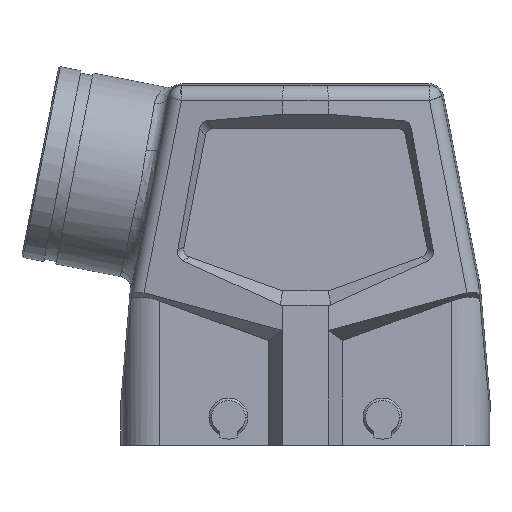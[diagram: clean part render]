
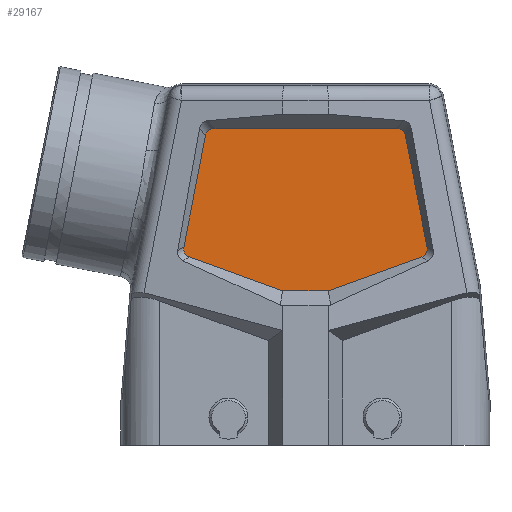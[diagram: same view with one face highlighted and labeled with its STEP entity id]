
A CAD part, left-side view. The second image highlights one B-rep face of the part: STEP entity #29167.
In plain terms, the highlighted planar face has unit normal (-1, 0, 0).
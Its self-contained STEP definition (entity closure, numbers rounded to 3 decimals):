
#3144=AXIS2_PLACEMENT_3D('Plane Axis2P3D',#3141,#3142,#3143) ;
#3141=CARTESIAN_POINT('Axis2P3D Location',(6.,91.778,-15.031)) ;
#7577=CARTESIAN_POINT('Vertex',(6.,18.66,63.5)) ;
#7581=CARTESIAN_POINT('Control Point',(6.,18.66,63.5)) ;
#7582=CARTESIAN_POINT('Control Point',(6.,18.034,63.5)) ;
#7583=CARTESIAN_POINT('Control Point',(6.,17.448,63.241)) ;
#7584=CARTESIAN_POINT('Control Point',(6.,17.079,62.712)) ;
#7585=CARTESIAN_POINT('Control Point',(6.,16.96,62.098)) ;
#7586=CARTESIAN_POINT('Vertex',(6.,16.96,62.098)) ;
#7607=CARTESIAN_POINT('Control Point',(6.,13.721,37.779)) ;
#7608=CARTESIAN_POINT('Control Point',(6.,13.204,37.967)) ;
#7609=CARTESIAN_POINT('Control Point',(5.999,12.785,38.328)) ;
#7610=CARTESIAN_POINT('Control Point',(6.,12.577,38.837)) ;
#7611=CARTESIAN_POINT('Control Point',(6.,12.577,39.368)) ;
#7612=CARTESIAN_POINT('Vertex',(6.,13.721,37.779)) ;
#7614=CARTESIAN_POINT('Vertex',(6.,12.577,39.368)) ;
#7626=CARTESIAN_POINT('Vertex',(6.,12.613,39.737)) ;
#7630=CARTESIAN_POINT('Control Point',(6.,12.577,39.368)) ;
#7631=CARTESIAN_POINT('Control Point',(6.,12.577,39.491)) ;
#7632=CARTESIAN_POINT('Control Point',(6.,12.589,39.614)) ;
#7633=CARTESIAN_POINT('Control Point',(6.,12.613,39.737)) ;
#9654=CARTESIAN_POINT('Vertex',(6.,57.04,62.098)) ;
#9658=CARTESIAN_POINT('Control Point',(6.,57.04,62.098)) ;
#9659=CARTESIAN_POINT('Control Point',(6.,56.921,62.712)) ;
#9660=CARTESIAN_POINT('Control Point',(6.,56.555,63.239)) ;
#9661=CARTESIAN_POINT('Control Point',(6.,55.966,63.5)) ;
#9662=CARTESIAN_POINT('Control Point',(6.,55.34,63.5)) ;
#9663=CARTESIAN_POINT('Vertex',(6.,55.34,63.5)) ;
#27684=CARTESIAN_POINT('Vertex',(6.,60.279,37.779)) ;
#27688=CARTESIAN_POINT('Control Point',(6.,61.423,39.368)) ;
#27689=CARTESIAN_POINT('Control Point',(6.,61.423,38.837)) ;
#27690=CARTESIAN_POINT('Control Point',(5.999,61.217,38.33)) ;
#27691=CARTESIAN_POINT('Control Point',(6.,60.797,37.967)) ;
#27692=CARTESIAN_POINT('Control Point',(6.,60.279,37.779)) ;
#27693=CARTESIAN_POINT('Vertex',(6.,61.423,39.368)) ;
#27697=CARTESIAN_POINT('Control Point',(6.,61.387,39.737)) ;
#27698=CARTESIAN_POINT('Control Point',(6.,61.411,39.614)) ;
#27699=CARTESIAN_POINT('Control Point',(6.,61.423,39.491)) ;
#27700=CARTESIAN_POINT('Control Point',(6.,61.423,39.368)) ;
#27701=CARTESIAN_POINT('Vertex',(6.,61.387,39.737)) ;
#28070=CARTESIAN_POINT('Vertex',(6.,41.563,30.967)) ;
#28073=CARTESIAN_POINT('Line Origine',(6.,50.921,34.373)) ;
#28090=CARTESIAN_POINT('Line Origine',(6.,59.214,50.918)) ;
#29131=CARTESIAN_POINT('Line Origine',(6.,37.,63.5)) ;
#29136=CARTESIAN_POINT('Line Origine',(6.,37.,30.967)) ;
#29140=CARTESIAN_POINT('Vertex',(6.,32.437,30.967)) ;
#29143=CARTESIAN_POINT('Line Origine',(6.,23.079,34.373)) ;
#29148=CARTESIAN_POINT('Line Origine',(6.,14.786,50.918)) ;
#3142=DIRECTION('Axis2P3D Direction',(1.,0.,0.)) ;
#3143=DIRECTION('Axis2P3D XDirection',(0.,-1.,0.)) ;
#28074=DIRECTION('Vector Direction',(0.,0.94,0.342)) ;
#28091=DIRECTION('Vector Direction',(0.,-0.191,0.982)) ;
#29132=DIRECTION('Vector Direction',(0.,-1.,0.)) ;
#29137=DIRECTION('Vector Direction',(0.,1.,0.)) ;
#29144=DIRECTION('Vector Direction',(0.,0.94,-0.342)) ;
#29149=DIRECTION('Vector Direction',(0.,-0.191,-0.982)) ;
#28075=VECTOR('Line Direction',#28074,1.) ;
#28092=VECTOR('Line Direction',#28091,1.) ;
#29133=VECTOR('Line Direction',#29132,1.) ;
#29138=VECTOR('Line Direction',#29137,1.) ;
#29145=VECTOR('Line Direction',#29144,1.) ;
#29150=VECTOR('Line Direction',#29149,1.) ;
#29154=ORIENTED_EDGE('',*,*,#7588,.F.) ;
#29155=ORIENTED_EDGE('',*,*,#29135,.F.) ;
#29156=ORIENTED_EDGE('',*,*,#9665,.F.) ;
#29157=ORIENTED_EDGE('',*,*,#28094,.F.) ;
#29158=ORIENTED_EDGE('',*,*,#27703,.T.) ;
#29159=ORIENTED_EDGE('',*,*,#27695,.T.) ;
#29160=ORIENTED_EDGE('',*,*,#28077,.F.) ;
#29161=ORIENTED_EDGE('',*,*,#29142,.F.) ;
#29162=ORIENTED_EDGE('',*,*,#29147,.F.) ;
#29163=ORIENTED_EDGE('',*,*,#7616,.T.) ;
#29164=ORIENTED_EDGE('',*,*,#7634,.T.) ;
#29165=ORIENTED_EDGE('',*,*,#29152,.F.) ;
#29167=ADVANCED_FACE('Hauptkoerper',(#29166),#3145,.F.) ;
#7580=B_SPLINE_CURVE_WITH_KNOTS('',4,(#7581,#7582,#7583,#7584,#7585),.UNSPECIFIED.,.F.,.U.,(5,5),(0.,3.538),.UNSPECIFIED.) ;
#7606=B_SPLINE_CURVE_WITH_KNOTS('',4,(#7607,#7608,#7609,#7610,#7611),.UNSPECIFIED.,.F.,.U.,(5,5),(0.,3.057),.UNSPECIFIED.) ;
#7629=B_SPLINE_CURVE_WITH_KNOTS('',3,(#7630,#7631,#7632,#7633),.UNSPECIFIED.,.F.,.U.,(4,4),(0.,0.525),.UNSPECIFIED.) ;
#9657=B_SPLINE_CURVE_WITH_KNOTS('',4,(#9658,#9659,#9660,#9661,#9662),.UNSPECIFIED.,.F.,.U.,(5,5),(0.,3.538),.UNSPECIFIED.) ;
#27687=B_SPLINE_CURVE_WITH_KNOTS('',4,(#27688,#27689,#27690,#27691,#27692),.UNSPECIFIED.,.F.,.U.,(5,5),(0.,3.057),.UNSPECIFIED.) ;
#27696=B_SPLINE_CURVE_WITH_KNOTS('',3,(#27697,#27698,#27699,#27700),.UNSPECIFIED.,.F.,.U.,(4,4),(0.,0.525),.UNSPECIFIED.) ;
#7588=EDGE_CURVE('',#7578,#7587,#7580,.T.) ;
#7616=EDGE_CURVE('',#7613,#7615,#7606,.T.) ;
#7634=EDGE_CURVE('',#7615,#7627,#7629,.T.) ;
#9665=EDGE_CURVE('',#9655,#9664,#9657,.T.) ;
#27695=EDGE_CURVE('',#27694,#27685,#27687,.T.) ;
#27703=EDGE_CURVE('',#27702,#27694,#27696,.T.) ;
#28077=EDGE_CURVE('',#28071,#27685,#28076,.T.) ;
#28094=EDGE_CURVE('',#27702,#9655,#28093,.T.) ;
#29135=EDGE_CURVE('',#9664,#7578,#29134,.T.) ;
#29142=EDGE_CURVE('',#29141,#28071,#29139,.T.) ;
#29147=EDGE_CURVE('',#7613,#29141,#29146,.T.) ;
#29152=EDGE_CURVE('',#7587,#7627,#29151,.T.) ;
#29153=EDGE_LOOP('',(#29154,#29155,#29156,#29157,#29158,#29159,#29160,#29161,#29162,#29163,#29164,#29165)) ;
#29166=FACE_OUTER_BOUND('',#29153,.T.) ;
#28076=LINE('Line',#28073,#28075) ;
#28093=LINE('Line',#28090,#28092) ;
#29134=LINE('Line',#29131,#29133) ;
#29139=LINE('Line',#29136,#29138) ;
#29146=LINE('Line',#29143,#29145) ;
#29151=LINE('Line',#29148,#29150) ;
#3145=PLANE('',#3144) ;
#7578=VERTEX_POINT('',#7577) ;
#7587=VERTEX_POINT('',#7586) ;
#7613=VERTEX_POINT('',#7612) ;
#7615=VERTEX_POINT('',#7614) ;
#7627=VERTEX_POINT('',#7626) ;
#9655=VERTEX_POINT('',#9654) ;
#9664=VERTEX_POINT('',#9663) ;
#27685=VERTEX_POINT('',#27684) ;
#27694=VERTEX_POINT('',#27693) ;
#27702=VERTEX_POINT('',#27701) ;
#28071=VERTEX_POINT('',#28070) ;
#29141=VERTEX_POINT('',#29140) ;
